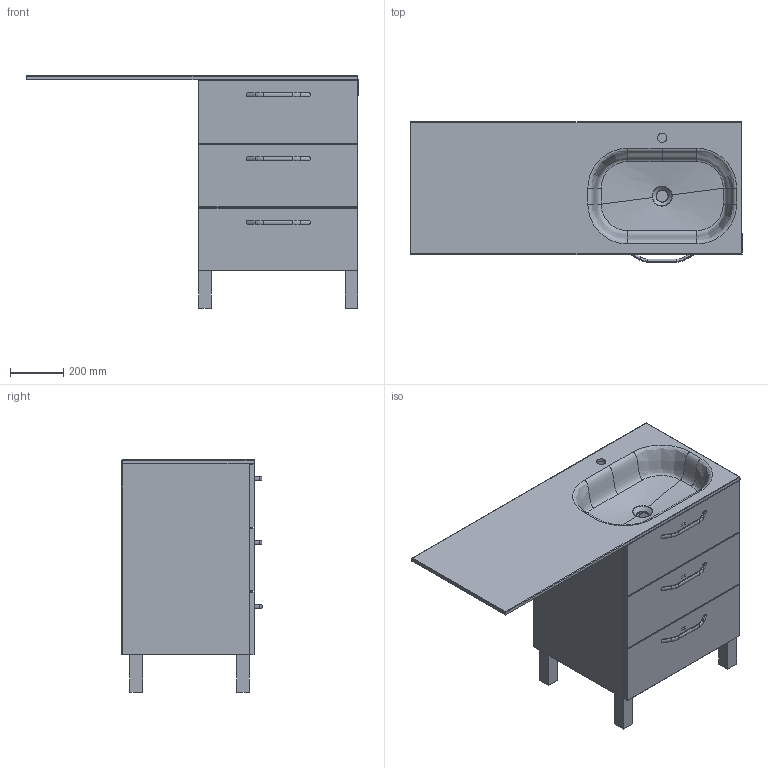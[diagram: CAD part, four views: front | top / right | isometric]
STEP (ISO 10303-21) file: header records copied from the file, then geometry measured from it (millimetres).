
FILE_DESCRIPTION(/* description */ (''),/* implementation_level */ '2;1');
FILE_NAME(/* name */ 'Lake 1250R модель без боковини.stp',/* time_stamp */ '2025-09-01T10:29:56+03:00',/* author */ ('ya'),/* organization */ (''),/* preprocessor_version */ 'ST-DEVELOPER v18.1',/* originating_system */ 'Autodesk Inventor 2022',/* authorisation */ '');
FILE_SCHEMA (('AUTOMOTIVE_DESIGN { 1 0 10303 214 3 1 1 }'));
Products named in the file (5): Lake 1250R модель без 
боковиниуц; Lake 1250R модель без 
боковини; Lake 1250R; ручка; чехол 88
Assembly tree (6 placements, depth 2):
  Lake 1250R модель без 
боковиниуц
    Lake 1250R модель без 
боковини
    Lake 1250R
    ручка  x3
    чехол 88
Bounding box: 1250 x 528 x 874 mm (x, y, z)
Volume: 55643614.6 mm3; surface area: 8154257.7 mm2
Topology: 64 solids, 64 shells, 583 faces, 1288 edges, 824 vertices
Faces by surface type: plane 450, cylinder 65, bspline 32, torus 25, sphere 8, cone 3
Full cylindrical faces by diameter (mm): 6 x6, 35 x1
Entity records: 52336 total; most frequent: CARTESIAN_POINT 40540, ORIENTED_EDGE 2344, DIRECTION 2232, EDGE_CURVE 1172, LINE 1000, VECTOR 1000, VERTEX_POINT 760, AXIS2_PLACEMENT_3D 616
